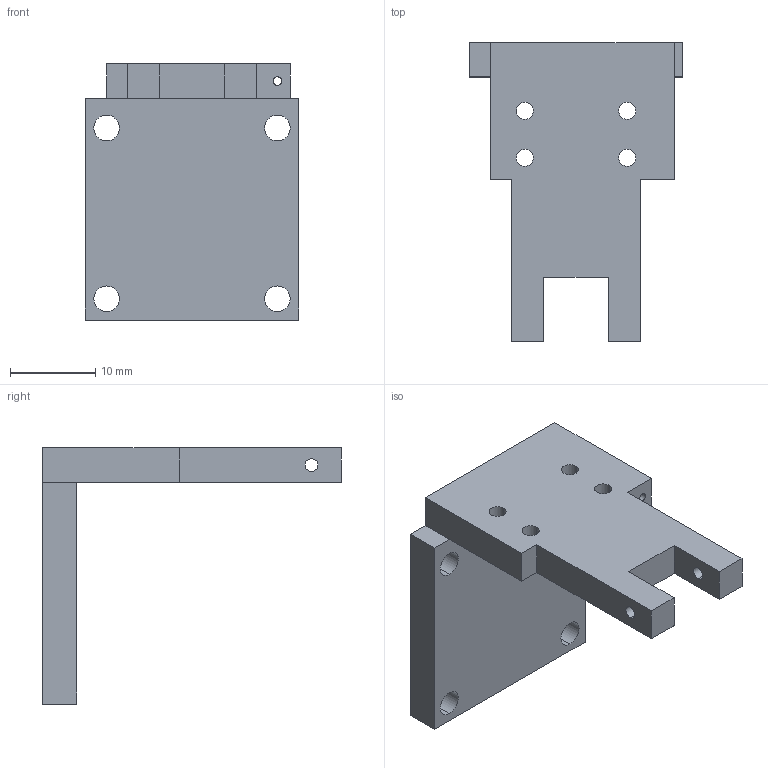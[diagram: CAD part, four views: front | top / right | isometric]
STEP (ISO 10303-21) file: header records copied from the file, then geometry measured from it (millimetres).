
FILE_DESCRIPTION (( 'STEP AP203' ), '1' );
FILE_NAME ('FS_Slider_Default_sldprt.STEP', '2023-08-01T11:30:45', ( '' ), ( '' ), 'SwSTEP 2.0', 'SolidWorks 2022', '' );
FILE_SCHEMA (( 'CONFIG_CONTROL_DESIGN' ));
Length unit declared in the file: millimetre
Products named in the file (1): FS_Slider_Default_sldprt
Bounding box: 25 x 35 x 30 mm (x, y, z)
Volume: 4633.4 mm3; surface area: 3491.6 mm2
Topology: 1 solids, 1 shells, 54 faces, 144 edges, 93 vertices
Faces by surface type: cylinder 24, plane 21, cone 9
Entity records: 1814 total; most frequent: DIRECTION 311, CARTESIAN_POINT 294, ORIENTED_EDGE 288, EDGE_CURVE 144, AXIS2_PLACEMENT_3D 114, VERTEX_POINT 93, LINE 83, VECTOR 83
